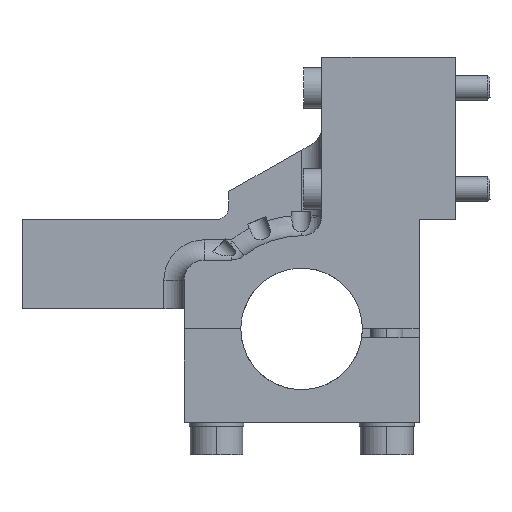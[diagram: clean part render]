
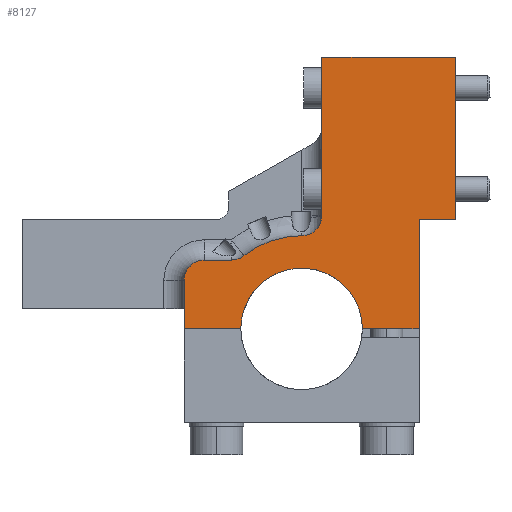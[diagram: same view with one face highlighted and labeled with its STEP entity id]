
A CAD part, front view. The second image highlights one B-rep face of the part: STEP entity #8127.
In plain terms, the highlighted planar face has unit normal (0, -1, 0).
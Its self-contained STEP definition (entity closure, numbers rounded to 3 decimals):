
#246=CARTESIAN_POINT('Vertex',(-33.,-28.,20.)) ;
#249=CARTESIAN_POINT('Line Origine',(-16.5,-28.,20.)) ;
#253=CARTESIAN_POINT('Vertex',(0.,-28.,20.)) ;
#741=CARTESIAN_POINT('Vertex',(0.,-28.,-20.)) ;
#744=CARTESIAN_POINT('Line Origine',(-4.5,-28.,-20.)) ;
#748=CARTESIAN_POINT('Vertex',(-9.,-28.,-20.)) ;
#768=CARTESIAN_POINT('Line Origine',(-9.,-28.,-33.5)) ;
#772=CARTESIAN_POINT('Vertex',(-9.,-28.,-47.)) ;
#796=CARTESIAN_POINT('Vertex',(-23.,-28.,-47.)) ;
#799=CARTESIAN_POINT('Line Origine',(-16.,-28.,-47.)) ;
#888=CARTESIAN_POINT('Vertex',(-53.,-28.,-47.)) ;
#891=CARTESIAN_POINT('Line Origine',(-60.,-28.,-47.)) ;
#895=CARTESIAN_POINT('Vertex',(-67.,-28.,-47.)) ;
#1240=CARTESIAN_POINT('Line Origine',(-67.,-28.,-41.)) ;
#1244=CARTESIAN_POINT('Vertex',(-67.,-28.,-35.)) ;
#1789=CARTESIAN_POINT('Axis2P3D Location',(-62.,-28.,-35.)) ;
#1793=CARTESIAN_POINT('Vertex',(-62.,-28.,-30.)) ;
#2155=CARTESIAN_POINT('Line Origine',(-58.66,-28.,-30.)) ;
#2159=CARTESIAN_POINT('Vertex',(-55.321,-28.,-30.)) ;
#3050=CARTESIAN_POINT('Vertex',(-52.228,-28.,-28.929)) ;
#3053=CARTESIAN_POINT('Axis2P3D Location',(-38.,-28.,-47.)) ;
#3057=CARTESIAN_POINT('Vertex',(-38.,-28.,-24.)) ;
#7711=CARTESIAN_POINT('Axis2P3D Location',(-55.321,-28.,-25.)) ;
#7896=CARTESIAN_POINT('Axis2P3D Location',(-38.,-28.,-47.)) ;
#7900=CARTESIAN_POINT('Vertex',(-24.836,-28.,-39.809)) ;
#7980=CARTESIAN_POINT('Axis2P3D Location',(-38.,-28.,-47.)) ;
#8076=CARTESIAN_POINT('Axis2P3D Location',(-38.,-28.,-19.)) ;
#8080=CARTESIAN_POINT('Vertex',(-33.,-28.,-19.)) ;
#8095=CARTESIAN_POINT('Axis2P3D Location',(0.,-28.,0.)) ;
#8100=CARTESIAN_POINT('Line Origine',(0.,-28.,0.)) ;
#8105=CARTESIAN_POINT('Line Origine',(-33.,-28.,0.5)) ;
#250=DIRECTION('Vector Direction',(-1.,0.,0.)) ;
#745=DIRECTION('Vector Direction',(1.,0.,0.)) ;
#769=DIRECTION('Vector Direction',(0.,0.,1.)) ;
#800=DIRECTION('Vector Direction',(1.,0.,0.)) ;
#892=DIRECTION('Vector Direction',(1.,0.,0.)) ;
#1241=DIRECTION('Vector Direction',(0.,0.,1.)) ;
#1790=DIRECTION('Axis2P3D Direction',(0.,-1.,0.)) ;
#2156=DIRECTION('Vector Direction',(-1.,0.,0.)) ;
#3054=DIRECTION('Axis2P3D Direction',(0.,1.,-0.)) ;
#7712=DIRECTION('Axis2P3D Direction',(0.,1.,0.)) ;
#7897=DIRECTION('Axis2P3D Direction',(0.,-1.,0.)) ;
#7981=DIRECTION('Axis2P3D Direction',(0.,-1.,0.)) ;
#8077=DIRECTION('Axis2P3D Direction',(-0.,1.,0.)) ;
#8096=DIRECTION('Axis2P3D Direction',(0.,1.,-0.)) ;
#8097=DIRECTION('Axis2P3D XDirection',(-1.,0.,0.)) ;
#8101=DIRECTION('Vector Direction',(0.,0.,1.)) ;
#8106=DIRECTION('Vector Direction',(0.,0.,-1.)) ;
#1791=AXIS2_PLACEMENT_3D('Circle Axis2P3D',#1789,#1790,$) ;
#3055=AXIS2_PLACEMENT_3D('Circle Axis2P3D',#3053,#3054,$) ;
#7713=AXIS2_PLACEMENT_3D('Circle Axis2P3D',#7711,#7712,$) ;
#7898=AXIS2_PLACEMENT_3D('Circle Axis2P3D',#7896,#7897,$) ;
#7982=AXIS2_PLACEMENT_3D('Circle Axis2P3D',#7980,#7981,$) ;
#8078=AXIS2_PLACEMENT_3D('Circle Axis2P3D',#8076,#8077,$) ;
#8098=AXIS2_PLACEMENT_3D('Plane Axis2P3D',#8095,#8096,#8097) ;
#8111=ORIENTED_EDGE('',*,*,#3059,.T.) ;
#8112=ORIENTED_EDGE('',*,*,#7715,.T.) ;
#8113=ORIENTED_EDGE('',*,*,#2161,.T.) ;
#8114=ORIENTED_EDGE('',*,*,#1795,.F.) ;
#8115=ORIENTED_EDGE('',*,*,#1246,.T.) ;
#8116=ORIENTED_EDGE('',*,*,#897,.F.) ;
#8117=ORIENTED_EDGE('',*,*,#7902,.T.) ;
#8118=ORIENTED_EDGE('',*,*,#7984,.T.) ;
#8119=ORIENTED_EDGE('',*,*,#803,.F.) ;
#8120=ORIENTED_EDGE('',*,*,#774,.F.) ;
#8121=ORIENTED_EDGE('',*,*,#750,.F.) ;
#8122=ORIENTED_EDGE('',*,*,#8104,.F.) ;
#8123=ORIENTED_EDGE('',*,*,#255,.F.) ;
#8124=ORIENTED_EDGE('',*,*,#8109,.T.) ;
#8125=ORIENTED_EDGE('',*,*,#8082,.T.) ;
#251=VECTOR('Line Direction',#250,1.) ;
#746=VECTOR('Line Direction',#745,1.) ;
#770=VECTOR('Line Direction',#769,1.) ;
#801=VECTOR('Line Direction',#800,1.) ;
#893=VECTOR('Line Direction',#892,1.) ;
#1242=VECTOR('Line Direction',#1241,1.) ;
#2157=VECTOR('Line Direction',#2156,1.) ;
#8102=VECTOR('Line Direction',#8101,1.) ;
#8107=VECTOR('Line Direction',#8106,1.) ;
#8127=ADVANCED_FACE('PartBody',(#8126),#8099,.F.) ;
#1792=CIRCLE('generated circle',#1791,5.) ;
#3056=CIRCLE('generated circle',#3055,23.) ;
#7714=CIRCLE('generated circle',#7713,5.) ;
#7899=CIRCLE('generated circle',#7898,15.) ;
#7983=CIRCLE('generated circle',#7982,15.) ;
#8079=CIRCLE('generated circle',#8078,5.) ;
#255=EDGE_CURVE('',#247,#254,#252,.F.) ;
#750=EDGE_CURVE('',#742,#749,#747,.F.) ;
#774=EDGE_CURVE('',#749,#773,#771,.F.) ;
#803=EDGE_CURVE('',#773,#797,#802,.F.) ;
#897=EDGE_CURVE('',#889,#896,#894,.F.) ;
#1246=EDGE_CURVE('',#1245,#896,#1243,.F.) ;
#1795=EDGE_CURVE('',#1245,#1794,#1792,.F.) ;
#2161=EDGE_CURVE('',#2160,#1794,#2158,.T.) ;
#3059=EDGE_CURVE('',#3058,#3051,#3056,.F.) ;
#7715=EDGE_CURVE('',#3051,#2160,#7714,.T.) ;
#7902=EDGE_CURVE('',#889,#7901,#7899,.F.) ;
#7984=EDGE_CURVE('',#7901,#797,#7983,.F.) ;
#8082=EDGE_CURVE('',#8081,#3058,#8079,.T.) ;
#8104=EDGE_CURVE('',#254,#742,#8103,.F.) ;
#8109=EDGE_CURVE('',#247,#8081,#8108,.T.) ;
#8110=EDGE_LOOP('',(#8111,#8112,#8113,#8114,#8115,#8116,#8117,#8118,#8119,#8120,#8121,#8122,#8123,#8124,#8125)) ;
#8126=FACE_OUTER_BOUND('',#8110,.T.) ;
#252=LINE('Line',#249,#251) ;
#747=LINE('Line',#744,#746) ;
#771=LINE('Line',#768,#770) ;
#802=LINE('Line',#799,#801) ;
#894=LINE('Line',#891,#893) ;
#1243=LINE('Line',#1240,#1242) ;
#2158=LINE('Line',#2155,#2157) ;
#8103=LINE('Line',#8100,#8102) ;
#8108=LINE('Line',#8105,#8107) ;
#8099=PLANE('Plane',#8098) ;
#247=VERTEX_POINT('',#246) ;
#254=VERTEX_POINT('',#253) ;
#742=VERTEX_POINT('',#741) ;
#749=VERTEX_POINT('',#748) ;
#773=VERTEX_POINT('',#772) ;
#797=VERTEX_POINT('',#796) ;
#889=VERTEX_POINT('',#888) ;
#896=VERTEX_POINT('',#895) ;
#1245=VERTEX_POINT('',#1244) ;
#1794=VERTEX_POINT('',#1793) ;
#2160=VERTEX_POINT('',#2159) ;
#3051=VERTEX_POINT('',#3050) ;
#3058=VERTEX_POINT('',#3057) ;
#7901=VERTEX_POINT('',#7900) ;
#8081=VERTEX_POINT('',#8080) ;
